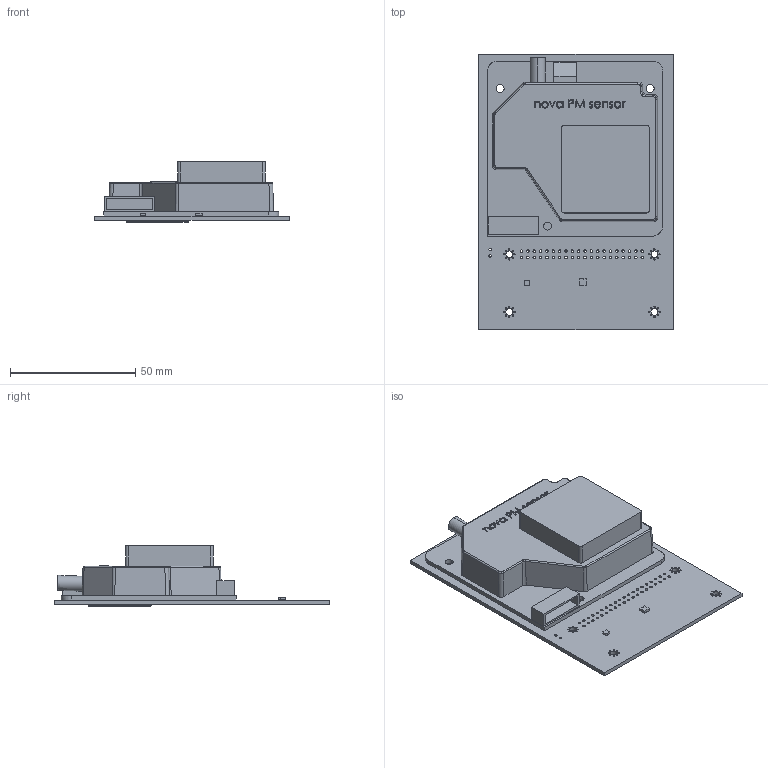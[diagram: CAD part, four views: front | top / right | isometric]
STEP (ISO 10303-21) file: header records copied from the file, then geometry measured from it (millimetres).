
FILE_DESCRIPTION(('KiCad electronic assembly'),'2;1');
FILE_NAME('KiCad-OBC.step','2022-02-26T14:47:17',('Pcbnew'),('Kicad'), 'Open CASCADE STEP processor 7.6','KiCad to STEP converter','Unknown' );
FILE_SCHEMA(('AUTOMOTIVE_DESIGN { 1 0 10303 214 1 1 1 1 }'));
Length unit declared in the file: millimetre
Products named in the file (9): KiCad-OBC 1; HCLGA-10L_2P5X2P5X1_STM; COMPOUND; HLGA-6L_2X2_STM; PMsensor_Nova_SDS011; SOLID; _autosave-KiCad-OBC PCB; KiCad-OBC 2
Assembly tree (7 placements, depth 3):
  KiCad-OBC 1
    HCLGA-10L_2P5X2P5X1_STM
      COMPOUND
    HLGA-6L_2X2_STM
      COMPOUND
    PMsensor_Nova_SDS011
      SOLID
    _autosave-KiCad-OBC PCB
  KiCad-OBC 2
Bounding box: 77.7 x 110.05 x 24.2 mm (x, y, z)
Volume: 70979 mm3; surface area: 33065.3 mm2
Topology: 22 solids, 22 shells, 538 faces, 1372 edges, 900 vertices
Faces by surface type: bspline 411, cylinder 119, plane 8
Full cylindrical faces by diameter (mm): 0.5 x56, 0.762 x7, 1 x42, 2.75 x2
Entity records: 42623 total; most frequent: CARTESIAN_POINT 19112, B_SPLINE_CURVE_WITH_KNOTS 2780, ORIENTED_EDGE 2736, PCURVE 2736, DEFINITIONAL_REPRESENTATION 2736, DIRECTION 1373, EDGE_CURVE 1368, SURFACE_CURVE 1259
